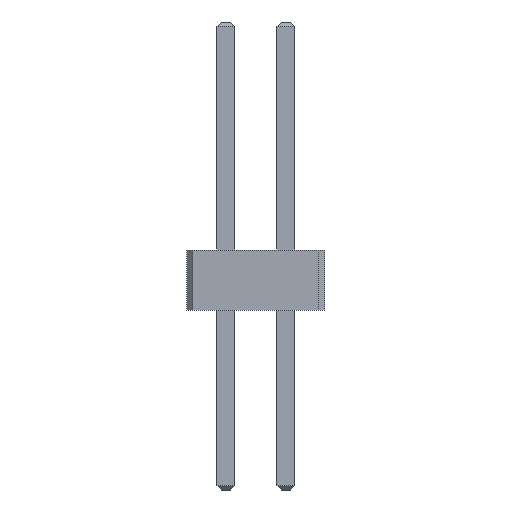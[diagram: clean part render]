
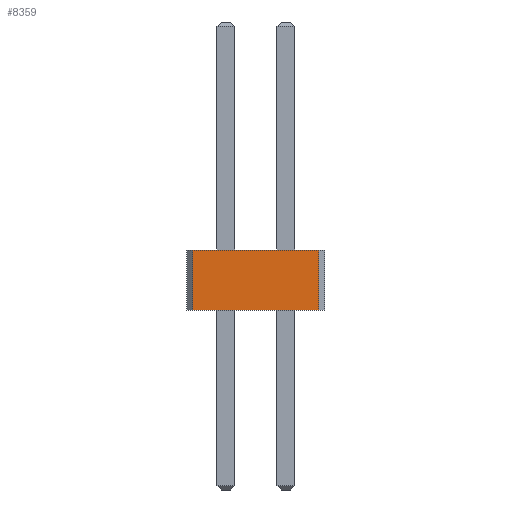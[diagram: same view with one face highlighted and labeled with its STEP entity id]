
A CAD part, front view. The second image highlights one B-rep face of the part: STEP entity #8359.
In plain terms, the highlighted planar face has unit normal (0, -1, 0).
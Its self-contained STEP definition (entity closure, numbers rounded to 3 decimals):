
#13=DIRECTION('',(0.,0.,1.));
#27=VECTOR('',#13,1.);
#89=DIRECTION('',(1.,0.,0.));
#638=VERTEX_POINT('',#639);
#639=CARTESIAN_POINT('',(-0.55,-36.5,0.));
#642=EDGE_CURVE('',#638,#643,#645,.T.);
#643=VERTEX_POINT('',#644);
#644=CARTESIAN_POINT('',(1.55,-36.5,0.));
#645=LINE('',#639,#646);
#646=VECTOR('',#89,1.);
#660=DIRECTION('',(0.,1.,0.));
#3681=VERTEX_POINT('',#3682);
#3682=CARTESIAN_POINT('',(-0.55,-36.5,1.));
#3684=ORIENTED_EDGE('',*,*,#3685,.T.);
#3685=EDGE_CURVE('',#3681,#3686,#3688,.T.);
#3686=VERTEX_POINT('',#3687);
#3687=CARTESIAN_POINT('',(1.55,-36.5,1.));
#3688=LINE('',#3682,#646);
#8344=EDGE_CURVE('',#638,#3681,#8345,.T.);
#8345=LINE('',#639,#27);
#8359=ADVANCED_FACE('',(#8360),#8367,.F.);
#8360=FACE_BOUND('',#8361,.F.);
#8361=EDGE_LOOP('',(#8362,#3684,#8363,#8366));
#8362=ORIENTED_EDGE('',*,*,#8344,.T.);
#8363=ORIENTED_EDGE('',*,*,#8364,.F.);
#8364=EDGE_CURVE('',#643,#3686,#8365,.T.);
#8365=LINE('',#644,#27);
#8366=ORIENTED_EDGE('',*,*,#642,.F.);
#8367=PLANE('',#8368);
#8368=AXIS2_PLACEMENT_3D('',#639,#660,#89);
